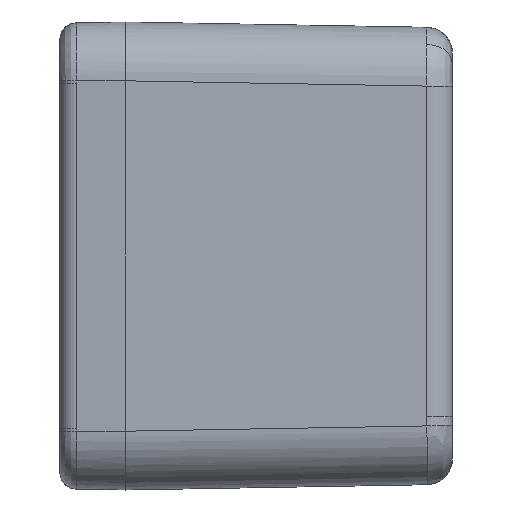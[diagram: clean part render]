
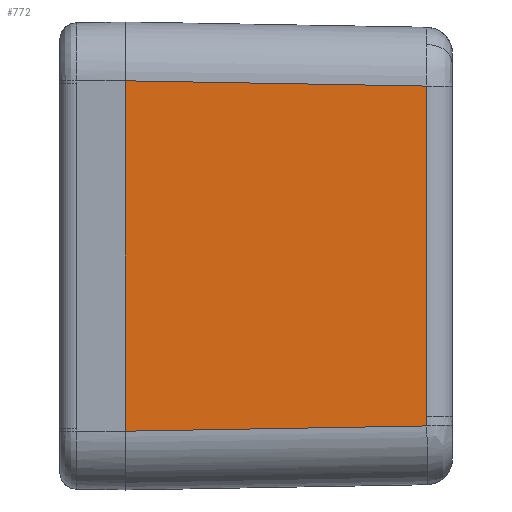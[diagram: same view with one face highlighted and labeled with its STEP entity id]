
A CAD part, left-side view. The second image highlights one B-rep face of the part: STEP entity #772.
In plain terms, the highlighted planar face has unit normal (-1, -0.018, 0).
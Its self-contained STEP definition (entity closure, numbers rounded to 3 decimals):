
#315 = VERTEX_POINT ( 'NONE', #3402 ) ;
#735 = VERTEX_POINT ( 'NONE', #4170 ) ;
#737 = EDGE_CURVE ( 'NONE', #735, #738, #4169, .T. ) ;
#738 = VERTEX_POINT ( 'NONE', #4161 ) ;
#772 = ADVANCED_FACE ( 'NONE', ( #4211 ), #4205, .T. ) ;
#773 = EDGE_LOOP ( 'NONE', ( #834, #837, #840, #842, #844 ) ) ;
#834 = ORIENTED_EDGE ( 'NONE', *, *, #835, .T. ) ;
#835 = EDGE_CURVE ( 'NONE', #735, #836, #4363, .T. ) ;
#836 = VERTEX_POINT ( 'NONE', #4356 ) ;
#837 = ORIENTED_EDGE ( 'NONE', *, *, #838, .T. ) ;
#838 = EDGE_CURVE ( 'NONE', #836, #839, #4354, .T. ) ;
#839 = VERTEX_POINT ( 'NONE', #4353 ) ;
#840 = ORIENTED_EDGE ( 'NONE', *, *, #841, .T. ) ;
#841 = EDGE_CURVE ( 'NONE', #839, #315, #4355, .T. ) ;
#842 = ORIENTED_EDGE ( 'NONE', *, *, #843, .T. ) ;
#843 = EDGE_CURVE ( 'NONE', #315, #738, #4345, .T. ) ;
#844 = ORIENTED_EDGE ( 'NONE', *, *, #737, .F. ) ;
#3402 = CARTESIAN_POINT ( 'NONE',  ( -44.448, -23.035, 12.999 ) ) ;
#4161 = CARTESIAN_POINT ( 'NONE',  ( -44.85, 0., 13.401 ) ) ;
#4162 = DIRECTION ( 'NONE',  ( 0., 0., 1. ) ) ;
#4163 = VECTOR ( 'NONE', #4162, 1000. ) ;
#4164 = CARTESIAN_POINT ( 'NONE',  ( -44.85, 0., -17.9 ) ) ;
#4169 = LINE ( 'NONE', #4164, #4163 ) ;
#4170 = CARTESIAN_POINT ( 'NONE',  ( -44.85, 0., -13.401 ) ) ;
#4201 = DIRECTION ( 'NONE',  ( 0.017, -1., 0. ) ) ;
#4202 = DIRECTION ( 'NONE',  ( -1., -0.017, 0. ) ) ;
#4203 = CARTESIAN_POINT ( 'NONE',  ( -44.85, 0., -17.9 ) ) ;
#4204 = AXIS2_PLACEMENT_3D ( 'NONE', #4203, #4202, #4201 ) ;
#4205 = PLANE ( 'NONE',  #4204 ) ;
#4211 = FACE_OUTER_BOUND ( 'NONE', #773, .T. ) ;
#4342 = DIRECTION ( 'NONE',  ( -0.017, 1., 0.017 ) ) ;
#4343 = VECTOR ( 'NONE', #4342, 1000. ) ;
#4344 = CARTESIAN_POINT ( 'NONE',  ( -44.84, -0.546, 13.391 ) ) ;
#4345 = LINE ( 'NONE', #4344, #4343 ) ;
#4346 = DIRECTION ( 'NONE',  ( 0., 0., 1. ) ) ;
#4347 = VECTOR ( 'NONE', #4346, 1000. ) ;
#4348 = CARTESIAN_POINT ( 'NONE',  ( -44.448, -23.035, 12.964 ) ) ;
#4349 = CARTESIAN_POINT ( 'NONE',  ( -44.448, -23.035, -12.249 ) ) ;
#4350 = CARTESIAN_POINT ( 'NONE',  ( -44.448, -23.035, -12.499 ) ) ;
#4351 = CARTESIAN_POINT ( 'NONE',  ( -44.448, -23.047, -12.749 ) ) ;
#4352 = CARTESIAN_POINT ( 'NONE',  ( -44.448, -23.056, -12.998 ) ) ;
#4353 = CARTESIAN_POINT ( 'NONE',  ( -44.448, -23.035, -12.249 ) ) ;
#4354 = B_SPLINE_CURVE_WITH_KNOTS ( 'NONE', 3,
 ( #4352, #4351, #4350, #4349 ),
 .UNSPECIFIED., .F., .F.,
 ( 4, 4 ),
 ( 0., 0.001 ),
 .UNSPECIFIED. ) ;
#4355 = LINE ( 'NONE', #4348, #4347 ) ;
#4356 = CARTESIAN_POINT ( 'NONE',  ( -44.448, -23.056, -12.998 ) ) ;
#4357 = DIRECTION ( 'NONE',  ( 0.017, -1., 0.017 ) ) ;
#4358 = VECTOR ( 'NONE', #4357, 1000. ) ;
#4359 = CARTESIAN_POINT ( 'NONE',  ( -44.851, 0.078, -13.402 ) ) ;
#4363 = LINE ( 'NONE', #4359, #4358 ) ;
